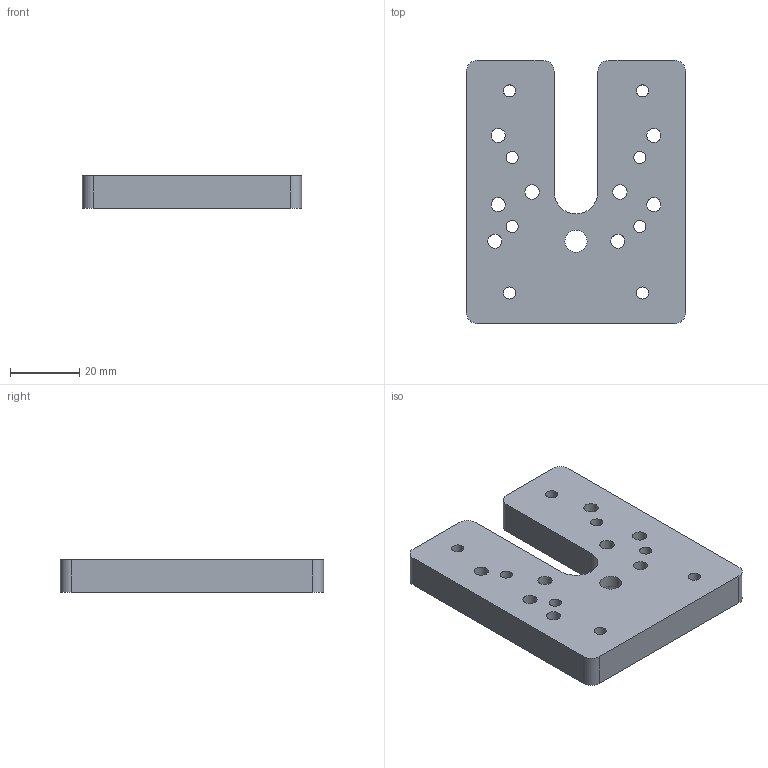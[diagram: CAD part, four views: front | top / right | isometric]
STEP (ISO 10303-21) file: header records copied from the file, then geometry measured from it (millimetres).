
FILE_DESCRIPTION (( 'STEP AP214' ), '1' );
FILE_NAME ('SLM-521-C-DI.STEP', '2023-03-09T11:56:25', ( '' ), ( '' ), 'SwSTEP 2.0', 'SolidWorks 2021', '' );
FILE_SCHEMA (( 'AUTOMOTIVE_DESIGN' ));
Length unit declared in the file: inch
Products named in the file (1): SLM-521-C-DI
Bounding box: 63.5 x 76.2 x 9.53 mm (x, y, z)
Volume: 37429.6 mm3; surface area: 13962.8 mm2
Topology: 1 solids, 1 shells, 51 faces, 120 edges, 80 vertices
Faces by surface type: cylinder 33, plane 18
Full cylindrical faces by diameter (mm): 3.5 x8, 4.039 x2, 4.134 x6, 6.4 x1, 6.5 x8, 11 x1
Entity records: 1478 total; most frequent: DIRECTION 264, CARTESIAN_POINT 226, ORIENTED_EDGE 188, EDGE_LOOP 120, AXIS2_PLACEMENT_3D 118, EDGE_CURVE 94, VERTEX_POINT 80, FACE_OUTER_BOUND 77
